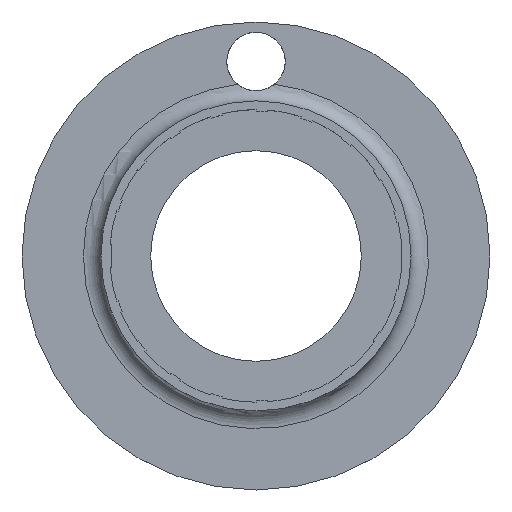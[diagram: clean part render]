
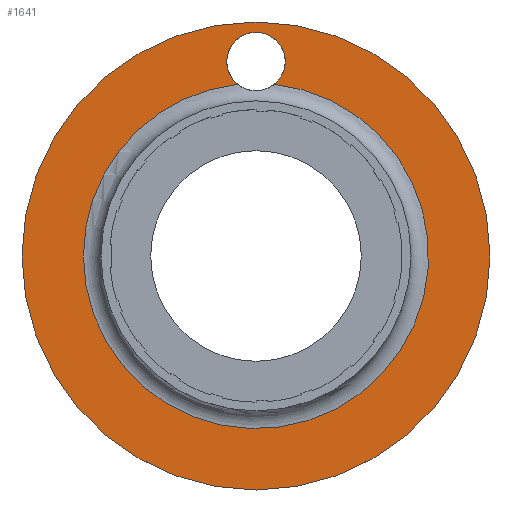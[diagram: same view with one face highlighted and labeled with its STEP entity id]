
A CAD part, top view. The second image highlights one B-rep face of the part: STEP entity #1641.
In plain terms, the highlighted planar face has unit normal (0, 0, 1).
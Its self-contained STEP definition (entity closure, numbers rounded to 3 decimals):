
#16=FACE_BOUND('',#514,.T.);
#20=PLANE('',#1764);
#424=FACE_OUTER_BOUND('',#513,.T.);
#513=EDGE_LOOP('',(#1165));
#514=EDGE_LOOP('',(#1166,#1167,#1168,#1169));
#604=CIRCLE('',#1746,40.);
#609=CIRCLE('',#1755,5.);
#610=CIRCLE('',#1756,5.);
#611=CIRCLE('',#1758,29.5);
#614=CIRCLE('',#1761,29.5);
#701=VERTEX_POINT('',#2481);
#705=VERTEX_POINT('',#2496);
#706=VERTEX_POINT('',#2498);
#707=VERTEX_POINT('',#2500);
#708=VERTEX_POINT('',#2519);
#874=EDGE_CURVE('',#701,#701,#604,.T.);
#881=EDGE_CURVE('',#706,#705,#609,.T.);
#883=EDGE_CURVE('',#705,#707,#610,.T.);
#884=EDGE_CURVE('',#706,#708,#611,.T.);
#887=EDGE_CURVE('',#708,#707,#614,.T.);
#1165=ORIENTED_EDGE('',*,*,#874,.T.);
#1166=ORIENTED_EDGE('',*,*,#884,.F.);
#1167=ORIENTED_EDGE('',*,*,#881,.T.);
#1168=ORIENTED_EDGE('',*,*,#883,.T.);
#1169=ORIENTED_EDGE('',*,*,#887,.F.);
#1641=ADVANCED_FACE('',(#424,#16),#20,.T.);
#1746=AXIS2_PLACEMENT_3D('',#2483,#1946,#1947);
#1755=AXIS2_PLACEMENT_3D('',#2499,#1966,#1967);
#1756=AXIS2_PLACEMENT_3D('',#2517,#1968,#1969);
#1758=AXIS2_PLACEMENT_3D('',#2520,#1972,#1973);
#1761=AXIS2_PLACEMENT_3D('',#2524,#1978,#1979);
#1764=AXIS2_PLACEMENT_3D('',#2529,#1985,#1986);
#1946=DIRECTION('center_axis',(0.,0.,1.));
#1947=DIRECTION('ref_axis',(1.,0.,0.));
#1966=DIRECTION('center_axis',(0.,0.,-1.));
#1967=DIRECTION('ref_axis',(1.,0.,0.));
#1968=DIRECTION('center_axis',(0.,0.,-1.));
#1969=DIRECTION('ref_axis',(1.,0.,0.));
#1972=DIRECTION('center_axis',(0.,0.,1.));
#1973=DIRECTION('ref_axis',(1.,0.,0.));
#1978=DIRECTION('center_axis',(0.,0.,1.));
#1979=DIRECTION('ref_axis',(1.,0.,0.));
#1985=DIRECTION('center_axis',(0.,0.,1.));
#1986=DIRECTION('ref_axis',(1.,0.,0.));
#2481=CARTESIAN_POINT('',(-40.,0.,0.));
#2483=CARTESIAN_POINT('Origin',(0.,0.,0.));
#2496=CARTESIAN_POINT('',(-5.,33.25,0.));
#2498=CARTESIAN_POINT('',(-3.111,29.336,0.));
#2499=CARTESIAN_POINT('Origin',(0.,33.25,0.));
#2500=CARTESIAN_POINT('',(3.111,29.336,0.));
#2517=CARTESIAN_POINT('Origin',(0.,33.25,0.));
#2519=CARTESIAN_POINT('',(-29.5,0.,0.));
#2520=CARTESIAN_POINT('Origin',(0.,0.,
0.));
#2524=CARTESIAN_POINT('Origin',(0.,0.,
0.));
#2529=CARTESIAN_POINT('Origin',(0.,0.,0.));
